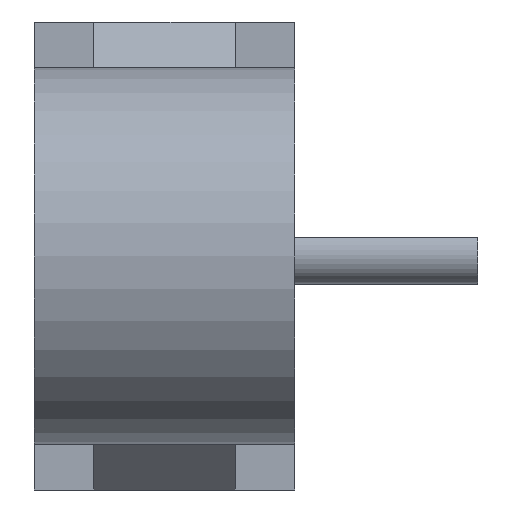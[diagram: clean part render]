
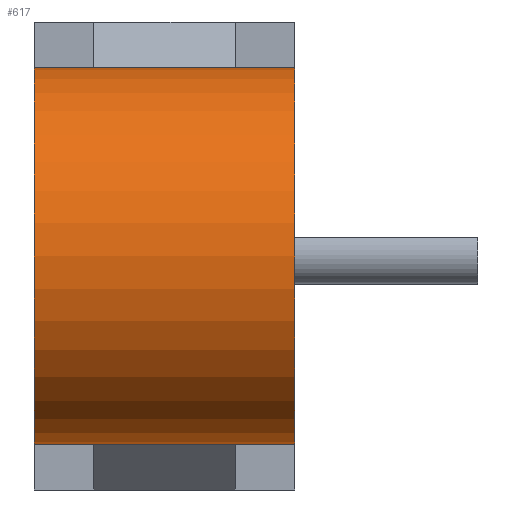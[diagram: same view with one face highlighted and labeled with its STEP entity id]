
A CAD part, left-side view. The second image highlights one B-rep face of the part: STEP entity #617.
In plain terms, the highlighted cylindrical face has radius 10 mm (diameter 20 mm), a partial arc.
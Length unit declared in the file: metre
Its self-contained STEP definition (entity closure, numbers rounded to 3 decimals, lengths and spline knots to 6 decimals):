
#23=CYLINDRICAL_SURFACE('',#685,0.01);
#55=LINE('',#943,#137);
#63=LINE('',#958,#145);
#137=VECTOR('',#759,1.);
#145=VECTOR('',#771,1.);
#239=ORIENTED_EDGE('',*,*,#404,.T.);
#240=ORIENTED_EDGE('',*,*,#401,.F.);
#241=ORIENTED_EDGE('',*,*,#361,.F.);
#242=ORIENTED_EDGE('',*,*,#393,.T.);
#361=EDGE_CURVE('',#447,#448,#503,.T.);
#393=EDGE_CURVE('',#447,#477,#55,.T.);
#401=EDGE_CURVE('',#448,#483,#63,.T.);
#404=EDGE_CURVE('',#477,#483,#505,.T.);
#447=VERTEX_POINT('',#878);
#448=VERTEX_POINT('',#879);
#477=VERTEX_POINT('',#942);
#483=VERTEX_POINT('',#959);
#503=CIRCLE('',#678,0.01);
#505=CIRCLE('',#686,0.01);
#515=EDGE_LOOP('',(#239,#240,#241,#242));
#551=FACE_BOUND('',#515,.T.);
#617=ADVANCED_FACE('',(#551),#23,.T.);
#678=AXIS2_PLACEMENT_3D('',#877,#719,#720);
#685=AXIS2_PLACEMENT_3D('',#963,#774,#775);
#686=AXIS2_PLACEMENT_3D('',#964,#776,#777);
#719=DIRECTION('',(0.,-1.,0.));
#720=DIRECTION('',(0.,0.,-1.));
#759=DIRECTION('',(0.,1.,0.));
#771=DIRECTION('',(0.,1.,0.));
#774=DIRECTION('',(0.,1.,0.));
#775=DIRECTION('',(0.,0.,1.));
#776=DIRECTION('',(0.,-1.,0.));
#777=DIRECTION('',(0.,0.,-1.));
#877=CARTESIAN_POINT('',(0.,-0.0138,0.));
#878=CARTESIAN_POINT('',(0.,-0.0138,0.01));
#879=CARTESIAN_POINT('',(0.,-0.0138,-0.01));
#942=CARTESIAN_POINT('',(0.,0.,0.01));
#943=CARTESIAN_POINT('',(0.,-0.0138,0.01));
#958=CARTESIAN_POINT('',(0.,-0.0138,-0.01));
#959=CARTESIAN_POINT('',(0.,0.,-0.01));
#963=CARTESIAN_POINT('',(0.,-0.0138,0.));
#964=CARTESIAN_POINT('',(0.,0.,0.));
